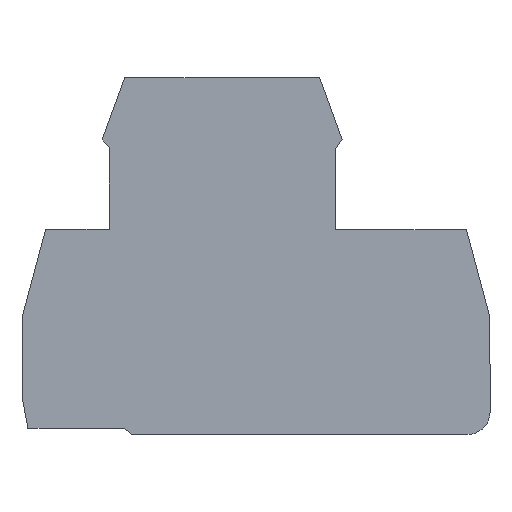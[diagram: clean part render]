
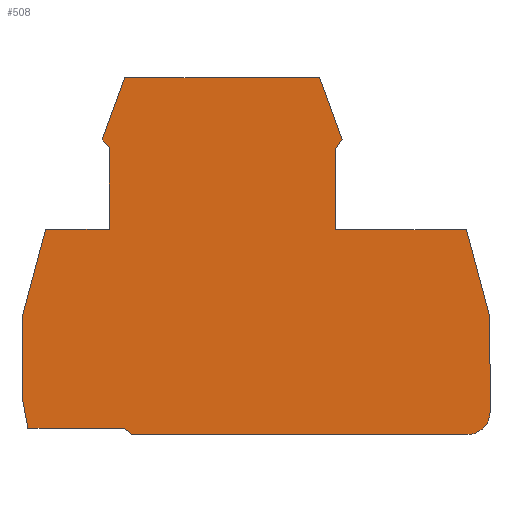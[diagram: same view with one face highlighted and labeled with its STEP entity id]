
A CAD part, top view. The second image highlights one B-rep face of the part: STEP entity #508.
In plain terms, the highlighted planar face has unit normal (0, 0, 1).
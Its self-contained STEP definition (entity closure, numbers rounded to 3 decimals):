
#6 = CARTESIAN_POINT ( 'NONE',  ( 15.313, 17.526, 0.625 ) ) ;
#8 = DIRECTION ( 'NONE',  ( 1., 0., 0. ) ) ;
#10 = ORIENTED_EDGE ( 'NONE', *, *, #546, .T. ) ;
#30 = CARTESIAN_POINT ( 'NONE',  ( 36.198, -18.154, 0.625 ) ) ;
#32 = VERTEX_POINT ( 'NONE', #6 ) ;
#41 = CARTESIAN_POINT ( 'NONE',  ( -13.159, 27.049, 0.625 ) ) ;
#43 = ORIENTED_EDGE ( 'NONE', *, *, #483, .T. ) ;
#45 = DIRECTION ( 'NONE',  ( 0., 0., 1. ) ) ;
#48 = VECTOR ( 'NONE', #482, 1000. ) ;
#53 = CARTESIAN_POINT ( 'NONE',  ( -15.262, 6.557, 0.625 ) ) ;
#56 = CARTESIAN_POINT ( 'NONE',  ( 13.159, 27.049, 0.625 ) ) ;
#65 = EDGE_CURVE ( 'NONE', #671, #560, #612, .T. ) ;
#66 = CARTESIAN_POINT ( 'NONE',  ( 36.198, -18.154, 0.625 ) ) ;
#69 = DIRECTION ( 'NONE',  ( -1., 0., 0. ) ) ;
#75 = ORIENTED_EDGE ( 'NONE', *, *, #65, .T. ) ;
#79 = VERTEX_POINT ( 'NONE', #94 ) ;
#83 = CARTESIAN_POINT ( 'NONE',  ( 33.198, -18.154, 0.625 ) ) ;
#84 = EDGE_CURVE ( 'NONE', #450, #395, #529, .T. ) ;
#85 = ORIENTED_EDGE ( 'NONE', *, *, #365, .T. ) ;
#94 = CARTESIAN_POINT ( 'NONE',  ( 15.313, 6.512, 0.625 ) ) ;
#101 = VERTEX_POINT ( 'NONE', #535 ) ;
#110 = ORIENTED_EDGE ( 'NONE', *, *, #84, .T. ) ;
#112 = CARTESIAN_POINT ( 'NONE',  ( -16.221, 18.636, 0.625 ) ) ;
#113 = DIRECTION ( 'NONE',  ( 0., -1., 0. ) ) ;
#115 = CARTESIAN_POINT ( 'NONE',  ( -12.216, -21.154, 0.625 ) ) ;
#120 = DIRECTION ( 'NONE',  ( 0., 1., 0. ) ) ;
#130 = DIRECTION ( 'NONE',  ( -1., 0., 0. ) ) ;
#136 = EDGE_CURVE ( 'NONE', #201, #305, #498, .T. ) ;
#137 = VERTEX_POINT ( 'NONE', #66 ) ;
#139 = VERTEX_POINT ( 'NONE', #429 ) ;
#146 = CARTESIAN_POINT ( 'NONE',  ( -15.262, 17.571, 0.625 ) ) ;
#152 = DIRECTION ( 'NONE',  ( -1., 0., 0. ) ) ;
#156 = CARTESIAN_POINT ( 'NONE',  ( 33.004, 6.512, 0.625 ) ) ;
#172 = DIRECTION ( 'NONE',  ( 0.18, -0.984, 0. ) ) ;
#195 = LINE ( 'NONE', #622, #48 ) ;
#196 = DIRECTION ( 'NONE',  ( 0., 0., 1. ) ) ;
#197 = EDGE_CURVE ( 'NONE', #32, #680, #409, .T. ) ;
#201 = VERTEX_POINT ( 'NONE', #658 ) ;
#208 = CARTESIAN_POINT ( 'NONE',  ( 15.313, 17.526, 0.625 ) ) ;
#209 = ORIENTED_EDGE ( 'NONE', *, *, #700, .T. ) ;
#210 = DIRECTION ( 'NONE',  ( 0., 0., 1. ) ) ;
#216 = CARTESIAN_POINT ( 'NONE',  ( -27.048, -15.926, 0.625 ) ) ;
#221 = VECTOR ( 'NONE', #172, 1000. ) ;
#224 = VECTOR ( 'NONE', #583, 1000. ) ;
#229 = VECTOR ( 'NONE', #532, 1000. ) ;
#245 = DIRECTION ( 'NONE',  ( -0.342, 0.94, 0. ) ) ;
#247 = VECTOR ( 'NONE', #479, 1000. ) ;
#249 = LINE ( 'NONE', #476, #229 ) ;
#256 = VECTOR ( 'NONE', #120, 1000. ) ;
#259 = LINE ( 'NONE', #580, #221 ) ;
#261 = EDGE_CURVE ( 'NONE', #335, #576, #349, .T. ) ;
#269 = LINE ( 'NONE', #620, #291 ) ;
#271 = LINE ( 'NONE', #696, #247 ) ;
#275 = AXIS2_PLACEMENT_3D ( 'NONE', #500, #196, #596 ) ;
#276 = EDGE_CURVE ( 'NONE', #137, #659, #329, .T. ) ;
#277 = DIRECTION ( 'NONE',  ( -0.342, -0.94, 0. ) ) ;
#280 = LINE ( 'NONE', #564, #256 ) ;
#283 = VECTOR ( 'NONE', #69, 1000. ) ;
#287 = CIRCLE ( 'NONE', #388, 3. ) ;
#291 = VECTOR ( 'NONE', #277, 1000. ) ;
#293 = CARTESIAN_POINT ( 'NONE',  ( -27.048, -5.364, 0.625 ) ) ;
#297 = LINE ( 'NONE', #146, #224 ) ;
#303 = VERTEX_POINT ( 'NONE', #624 ) ;
#305 = VERTEX_POINT ( 'NONE', #216 ) ;
#309 = LINE ( 'NONE', #156, #283 ) ;
#312 = VECTOR ( 'NONE', #439, 1000. ) ;
#329 = LINE ( 'NONE', #30, #362 ) ;
#334 = EDGE_CURVE ( 'NONE', #395, #137, #287, .T. ) ;
#335 = VERTEX_POINT ( 'NONE', #56 ) ;
#337 = EDGE_CURVE ( 'NONE', #101, #432, #271, .T. ) ;
#339 = LINE ( 'NONE', #115, #312 ) ;
#343 = VECTOR ( 'NONE', #152, 1000. ) ;
#349 = LINE ( 'NONE', #456, #371 ) ;
#355 = LINE ( 'NONE', #638, #481 ) ;
#357 = AXIS2_PLACEMENT_3D ( 'NONE', #568, #210, #606 ) ;
#360 = ORIENTED_EDGE ( 'NONE', *, *, #261, .T. ) ;
#362 = VECTOR ( 'NONE', #389, 1000. ) ;
#365 = EDGE_CURVE ( 'NONE', #560, #661, #297, .T. ) ;
#370 = CARTESIAN_POINT ( 'NONE',  ( 33.004, 6.512, 0.625 ) ) ;
#371 = VECTOR ( 'NONE', #130, 1000. ) ;
#384 = FACE_OUTER_BOUND ( 'NONE', #408, .T. ) ;
#388 = AXIS2_PLACEMENT_3D ( 'NONE', #83, #45, #406 ) ;
#389 = DIRECTION ( 'NONE',  ( 0., 1., 0. ) ) ;
#395 = VERTEX_POINT ( 'NONE', #540 ) ;
#396 = VECTOR ( 'NONE', #510, 1000. ) ;
#406 = DIRECTION ( 'NONE',  ( 1., 0., 0. ) ) ;
#408 = EDGE_LOOP ( 'NONE', ( #672, #648, #520, #10, #527, #555, #489, #360, #435, #75, #85, #43, #209, #621, #460, #512, #551, #662, #110 ) ) ;
#409 = LINE ( 'NONE', #208, #396 ) ;
#427 = EDGE_CURVE ( 'NONE', #305, #303, #451, .T. ) ;
#429 = CARTESIAN_POINT ( 'NONE',  ( -23.853, 6.557, 0.625 ) ) ;
#432 = VERTEX_POINT ( 'NONE', #453 ) ;
#435 = ORIENTED_EDGE ( 'NONE', *, *, #578, .T. ) ;
#439 = DIRECTION ( 'NONE',  ( 0.773, -0.634, 0. ) ) ;
#442 = LINE ( 'NONE', #592, #343 ) ;
#450 = VERTEX_POINT ( 'NONE', #454 ) ;
#451 = CIRCLE ( 'NONE', #357, 0.5 ) ;
#453 = CARTESIAN_POINT ( 'NONE',  ( -13.191, -20.354, 0.625 ) ) ;
#454 = CARTESIAN_POINT ( 'NONE',  ( -12.216, -21.154, 0.625 ) ) ;
#456 = CARTESIAN_POINT ( 'NONE',  ( -13.159, 27.049, 0.625 ) ) ;
#460 = ORIENTED_EDGE ( 'NONE', *, *, #427, .T. ) ;
#476 = CARTESIAN_POINT ( 'NONE',  ( 33.004, 6.512, 0.625 ) ) ;
#479 = DIRECTION ( 'NONE',  ( 1., 0., 0. ) ) ;
#480 = CARTESIAN_POINT ( 'NONE',  ( -16.221, 18.636, 0.625 ) ) ;
#481 = VECTOR ( 'NONE', #245, 1000. ) ;
#482 = DIRECTION ( 'NONE',  ( -0.259, -0.966, 0. ) ) ;
#483 = EDGE_CURVE ( 'NONE', #661, #139, #442, .T. ) ;
#489 = ORIENTED_EDGE ( 'NONE', *, *, #499, .T. ) ;
#492 = VECTOR ( 'NONE', #113, 1000. ) ;
#498 = LINE ( 'NONE', #293, #492 ) ;
#499 = EDGE_CURVE ( 'NONE', #680, #335, #355, .T. ) ;
#500 = CARTESIAN_POINT ( 'NONE',  ( 33.198, -18.154, 0.625 ) ) ;
#508 = ADVANCED_FACE ( 'NONE', ( #384 ), #554, .T. ) ;
#510 = DIRECTION ( 'NONE',  ( 0.634, 0.773, 0. ) ) ;
#511 = EDGE_CURVE ( 'NONE', #432, #450, #339, .T. ) ;
#512 = ORIENTED_EDGE ( 'NONE', *, *, #605, .T. ) ;
#520 = ORIENTED_EDGE ( 'NONE', *, *, #611, .T. ) ;
#527 = ORIENTED_EDGE ( 'NONE', *, *, #562, .T. ) ;
#528 = VECTOR ( 'NONE', #8, 1000. ) ;
#529 = LINE ( 'NONE', #673, #528 ) ;
#532 = DIRECTION ( 'NONE',  ( -0.259, 0.966, 0. ) ) ;
#533 = CARTESIAN_POINT ( 'NONE',  ( 16.221, 18.634, 0.625 ) ) ;
#535 = CARTESIAN_POINT ( 'NONE',  ( -26.246, -20.354, 0.625 ) ) ;
#540 = CARTESIAN_POINT ( 'NONE',  ( 33.198, -21.154, 0.625 ) ) ;
#546 = EDGE_CURVE ( 'NONE', #549, #79, #309, .T. ) ;
#549 = VERTEX_POINT ( 'NONE', #370 ) ;
#551 = ORIENTED_EDGE ( 'NONE', *, *, #337, .T. ) ;
#554 = PLANE ( 'NONE',  #275 ) ;
#555 = ORIENTED_EDGE ( 'NONE', *, *, #197, .T. ) ;
#560 = VERTEX_POINT ( 'NONE', #598 ) ;
#562 = EDGE_CURVE ( 'NONE', #79, #32, #280, .T. ) ;
#564 = CARTESIAN_POINT ( 'NONE',  ( 15.313, 6.512, 0.625 ) ) ;
#568 = CARTESIAN_POINT ( 'NONE',  ( -26.548, -15.926, 0.625 ) ) ;
#576 = VERTEX_POINT ( 'NONE', #41 ) ;
#578 = EDGE_CURVE ( 'NONE', #576, #671, #269, .T. ) ;
#580 = CARTESIAN_POINT ( 'NONE',  ( -27.039, -16.016, 0.625 ) ) ;
#583 = DIRECTION ( 'NONE',  ( 0., -1., 0. ) ) ;
#592 = CARTESIAN_POINT ( 'NONE',  ( -15.262, 6.557, 0.625 ) ) ;
#596 = DIRECTION ( 'NONE',  ( 1., 0., 0. ) ) ;
#598 = CARTESIAN_POINT ( 'NONE',  ( -15.262, 17.571, 0.625 ) ) ;
#603 = VECTOR ( 'NONE', #674, 1000. ) ;
#605 = EDGE_CURVE ( 'NONE', #303, #101, #259, .T. ) ;
#606 = DIRECTION ( 'NONE',  ( 1., 0., 0. ) ) ;
#611 = EDGE_CURVE ( 'NONE', #659, #549, #249, .T. ) ;
#612 = LINE ( 'NONE', #112, #603 ) ;
#620 = CARTESIAN_POINT ( 'NONE',  ( -13.159, 27.049, 0.625 ) ) ;
#621 = ORIENTED_EDGE ( 'NONE', *, *, #136, .T. ) ;
#622 = CARTESIAN_POINT ( 'NONE',  ( -23.853, 6.557, 0.625 ) ) ;
#624 = CARTESIAN_POINT ( 'NONE',  ( -27.039, -16.016, 0.625 ) ) ;
#625 = CARTESIAN_POINT ( 'NONE',  ( 36.198, -5.409, 0.625 ) ) ;
#638 = CARTESIAN_POINT ( 'NONE',  ( 13.159, 27.049, 0.625 ) ) ;
#648 = ORIENTED_EDGE ( 'NONE', *, *, #276, .T. ) ;
#658 = CARTESIAN_POINT ( 'NONE',  ( -27.048, -5.364, 0.625 ) ) ;
#659 = VERTEX_POINT ( 'NONE', #625 ) ;
#661 = VERTEX_POINT ( 'NONE', #53 ) ;
#662 = ORIENTED_EDGE ( 'NONE', *, *, #511, .T. ) ;
#671 = VERTEX_POINT ( 'NONE', #480 ) ;
#672 = ORIENTED_EDGE ( 'NONE', *, *, #334, .T. ) ;
#673 = CARTESIAN_POINT ( 'NONE',  ( 33.198, -21.154, 0.625 ) ) ;
#674 = DIRECTION ( 'NONE',  ( 0.669, -0.743, 0. ) ) ;
#680 = VERTEX_POINT ( 'NONE', #533 ) ;
#696 = CARTESIAN_POINT ( 'NONE',  ( -13.191, -20.354, 0.625 ) ) ;
#700 = EDGE_CURVE ( 'NONE', #139, #201, #195, .T. ) ;
